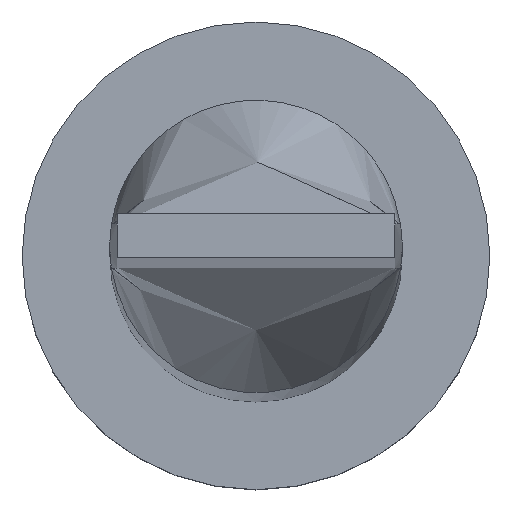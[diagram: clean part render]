
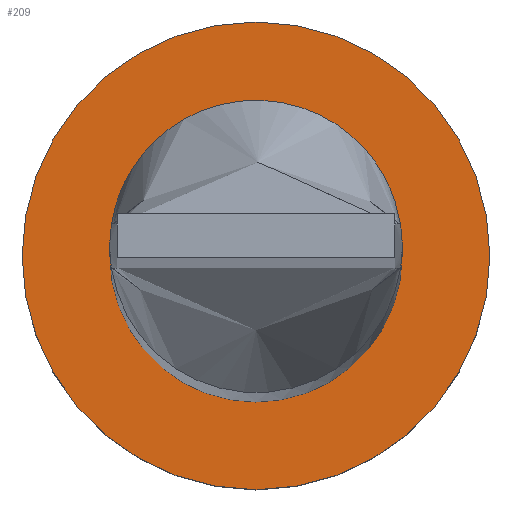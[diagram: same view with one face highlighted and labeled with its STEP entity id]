
A CAD part, top view. The second image highlights one B-rep face of the part: STEP entity #209.
In plain terms, the highlighted planar face has unit normal (0, 0, 1).
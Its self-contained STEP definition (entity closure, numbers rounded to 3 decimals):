
#1 = VERTEX_POINT ( 'NONE', #230 ) ;
#19 = DIRECTION ( 'NONE',  ( 1., 0., 0. ) ) ;
#36 = EDGE_LOOP ( 'NONE', ( #47, #233 ) ) ;
#47 = ORIENTED_EDGE ( 'NONE', *, *, #227, .F. ) ;
#84 = CARTESIAN_POINT ( 'NONE',  ( 0., 0., 5. ) ) ;
#94 = EDGE_CURVE ( 'NONE', #1, #225, #313, .T. ) ;
#97 = DIRECTION ( 'NONE',  ( 0., 0., 1. ) ) ;
#115 = VERTEX_POINT ( 'NONE', #599 ) ;
#123 = DIRECTION ( 'NONE',  ( 0., 0., 1. ) ) ;
#153 = AXIS2_PLACEMENT_3D ( 'NONE', #174, #332, #518 ) ;
#174 = CARTESIAN_POINT ( 'NONE',  ( 0., 0., 5. ) ) ;
#175 = VERTEX_POINT ( 'NONE', #321 ) ;
#209 = ADVANCED_FACE ( 'NONE', ( #326, #606 ), #277, .T. ) ;
#225 = VERTEX_POINT ( 'NONE', #274 ) ;
#227 = EDGE_CURVE ( 'NONE', #115, #175, #520, .T. ) ;
#230 = CARTESIAN_POINT ( 'NONE',  ( 8., 0., 5. ) ) ;
#233 = ORIENTED_EDGE ( 'NONE', *, *, #247, .F. ) ;
#247 = EDGE_CURVE ( 'NONE', #175, #115, #512, .T. ) ;
#274 = CARTESIAN_POINT ( 'NONE',  ( -8., 0., 5. ) ) ;
#277 = PLANE ( 'NONE',  #153 ) ;
#286 = DIRECTION ( 'NONE',  ( 0., 0., 1. ) ) ;
#298 = CARTESIAN_POINT ( 'NONE',  ( 0., 0., 5. ) ) ;
#313 = CIRCLE ( 'NONE', #357, 8. ) ;
#320 = DIRECTION ( 'NONE',  ( 0., 0., 1. ) ) ;
#321 = CARTESIAN_POINT ( 'NONE',  ( 5., 0., 5. ) ) ;
#326 = FACE_BOUND ( 'NONE', #36, .T. ) ;
#332 = DIRECTION ( 'NONE',  ( 0., 0., 1. ) ) ;
#342 = ORIENTED_EDGE ( 'NONE', *, *, #462, .T. ) ;
#357 = AXIS2_PLACEMENT_3D ( 'NONE', #298, #97, #19 ) ;
#413 = CARTESIAN_POINT ( 'NONE',  ( 0., 0., 5. ) ) ;
#447 = DIRECTION ( 'NONE',  ( 1., 0., 0. ) ) ;
#462 = EDGE_CURVE ( 'NONE', #225, #1, #564, .T. ) ;
#468 = DIRECTION ( 'NONE',  ( 1., 0., 0. ) ) ;
#469 = AXIS2_PLACEMENT_3D ( 'NONE', #84, #286, #447 ) ;
#479 = EDGE_LOOP ( 'NONE', ( #342, #573 ) ) ;
#490 = AXIS2_PLACEMENT_3D ( 'NONE', #568, #123, #521 ) ;
#512 = CIRCLE ( 'NONE', #469, 5. ) ;
#518 = DIRECTION ( 'NONE',  ( 1., 0., 0. ) ) ;
#520 = CIRCLE ( 'NONE', #490, 5. ) ;
#521 = DIRECTION ( 'NONE',  ( 1., 0., 0. ) ) ;
#523 = AXIS2_PLACEMENT_3D ( 'NONE', #413, #320, #468 ) ;
#564 = CIRCLE ( 'NONE', #523, 8. ) ;
#568 = CARTESIAN_POINT ( 'NONE',  ( 0., 0., 5. ) ) ;
#573 = ORIENTED_EDGE ( 'NONE', *, *, #94, .T. ) ;
#599 = CARTESIAN_POINT ( 'NONE',  ( -5., 0., 5. ) ) ;
#606 = FACE_OUTER_BOUND ( 'NONE', #479, .T. ) ;
